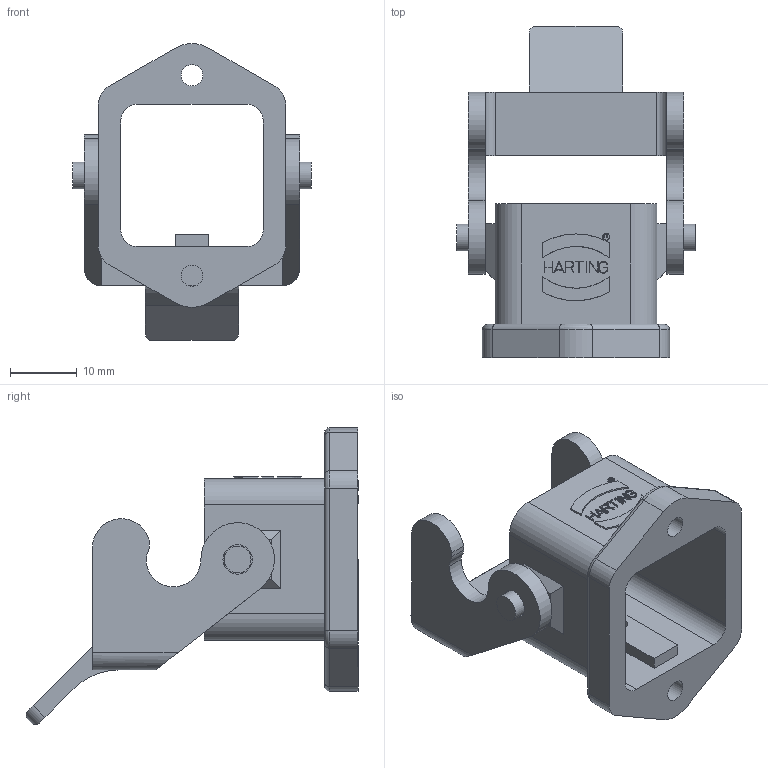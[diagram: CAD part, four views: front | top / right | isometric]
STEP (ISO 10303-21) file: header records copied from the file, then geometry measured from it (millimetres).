
FILE_DESCRIPTION(/* description */ (''),/* implementation_level */ '2;1');
FILE_NAME(/* name */ '100094831ugm000_b.stp',/* time_stamp */ '2017-09-28T16:18:22+02:00',/* author */ (''),/* organization */ (''),/* preprocessor_version */ 'ST-DEVELOPER v16',/* originating_system */ 'SIEMENS PLM Software NX 10.0',/* authorisation */ '');
FILE_SCHEMA (('AUTOMOTIVE_DESIGN { 1 0 10303 214 3 1 1 1 }'));
Length unit declared in the file: millimetre
Products named in the file (1): 100094831ugm000_b
Bounding box: 35.6 x 49.66 x 44.4 mm (x, y, z)
Volume: 8081.8 mm3; surface area: 8330.9 mm2
Topology: 2 solids, 2 shells, 214 faces, 560 edges, 369 vertices
Faces by surface type: plane 147, cylinder 60, bspline 6, cone 1
Full cylindrical faces by diameter (mm): 0.95 x1, 1.05 x1, 3 x1, 3.2 x2, 4 x2, 4.4 x2
Entity records: 7480 total; most frequent: CARTESIAN_POINT 1442, ORIENTED_EDGE 1092, DIRECTION 1047, EDGE_CURVE 546, LINE 397, VECTOR 397, VERTEX_POINT 365, AXIS2_PLACEMENT_3D 325
